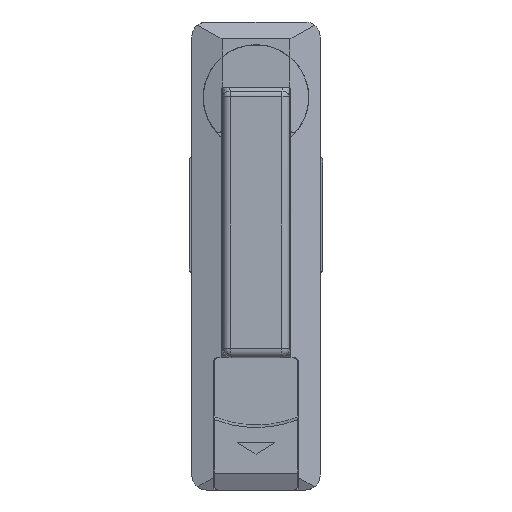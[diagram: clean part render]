
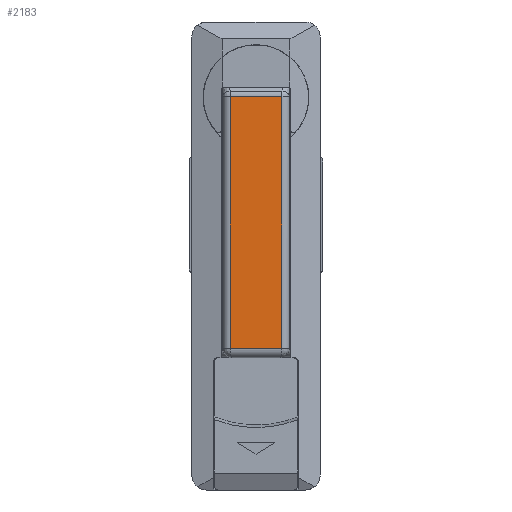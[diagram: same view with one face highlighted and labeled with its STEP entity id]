
A CAD part, front view. The second image highlights one B-rep face of the part: STEP entity #2183.
In plain terms, the highlighted free-form (B-spline) face has degree [1, 1] with [2, 2] control points.
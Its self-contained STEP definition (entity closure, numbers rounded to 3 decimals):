
#672=CARTESIAN_POINT('',(-5.399,-6.85,-66.5));
#673=VERTEX_POINT('',#672);
#761=CARTESIAN_POINT('',(-5.399,6.85,-66.5));
#762=VERTEX_POINT('',#761);
#763=CARTESIAN_POINT('',(-5.399,6.85,-66.5));
#764=CARTESIAN_POINT('',(-5.399,-6.85,-66.5));
#765=QUASI_UNIFORM_CURVE('',1,(#763,#764),.UNSPECIFIED.,.F.,.U.);
#766=EDGE_CURVE('',#762,#673,#765,.T.);
#959=CARTESIAN_POINT('',(-5.399,-6.85,0.257));
#960=VERTEX_POINT('',#959);
#1075=CARTESIAN_POINT('',(-5.399,6.85,0.257));
#1076=VERTEX_POINT('',#1075);
#1085=CARTESIAN_POINT('',(-5.399,-6.85,0.257));
#1086=CARTESIAN_POINT('',(-5.399,6.85,0.257));
#1087=QUASI_UNIFORM_CURVE('',1,(#1085,#1086),.UNSPECIFIED.,.F.,.U.);
#1088=EDGE_CURVE('',#960,#1076,#1087,.T.);
#1113=CARTESIAN_POINT('',(-5.399,-6.85,-66.5));
#1114=CARTESIAN_POINT('',(-5.399,-6.85,0.257));
#1115=QUASI_UNIFORM_CURVE('',1,(#1113,#1114),.UNSPECIFIED.,.F.,.U.);
#1116=EDGE_CURVE('',#673,#960,#1115,.T.);
#1350=CARTESIAN_POINT('',(-5.399,6.85,0.257));
#1351=CARTESIAN_POINT('',(-5.399,6.85,-66.5));
#1352=QUASI_UNIFORM_CURVE('',1,(#1350,#1351),.UNSPECIFIED.,.F.,.U.);
#1353=EDGE_CURVE('',#1076,#762,#1352,.T.);
#2172=CARTESIAN_POINT('',(-5.399,-7.534,3.592));
#2173=CARTESIAN_POINT('',(-5.399,-7.534,-69.835));
#2174=CARTESIAN_POINT('',(-5.399,7.534,3.592));
#2175=CARTESIAN_POINT('',(-5.399,7.534,-69.835));
#2176=B_SPLINE_SURFACE_WITH_KNOTS('',1,1,((#2172,#2174),(#2173,#2175)),.UNSPECIFIED.,.F.,.F.,.U.,(2,2),(2,2),(0.0,73.426),(0.0,15.069),.UNSPECIFIED.);
#2177=ORIENTED_EDGE('',*,*,#1353,.T.);
#2178=ORIENTED_EDGE('',*,*,#766,.T.);
#2179=ORIENTED_EDGE('',*,*,#1116,.T.);
#2180=ORIENTED_EDGE('',*,*,#1088,.T.);
#2181=EDGE_LOOP('',(#2177,#2178,#2179,#2180));
#2182=FACE_OUTER_BOUND('',#2181,.T.);
#2183=ADVANCED_FACE('',(#2182),#2176,.F.);
